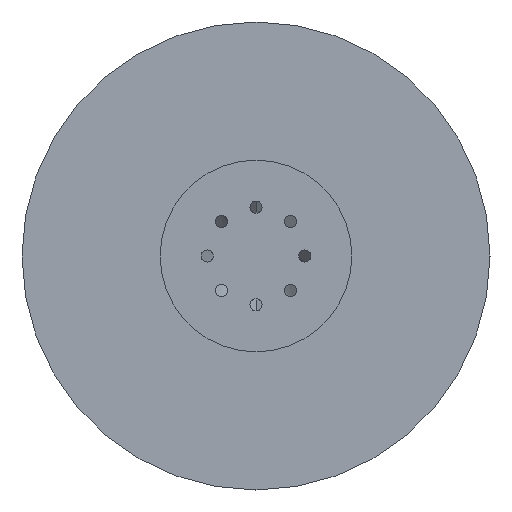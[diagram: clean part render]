
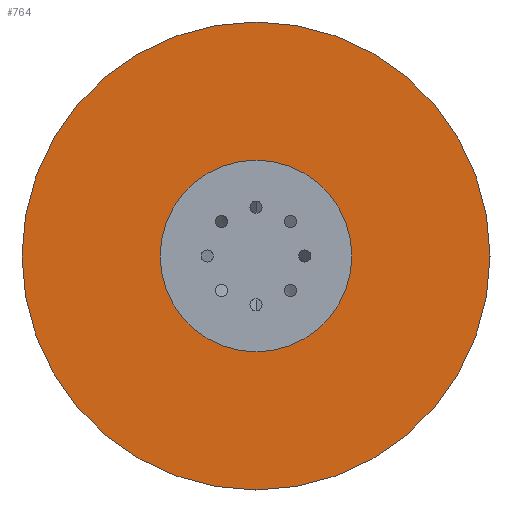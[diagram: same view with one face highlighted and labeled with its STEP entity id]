
A CAD part, left-side view. The second image highlights one B-rep face of the part: STEP entity #764.
In plain terms, the highlighted planar face has unit normal (-1, 0, 0).
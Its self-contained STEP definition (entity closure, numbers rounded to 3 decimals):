
#5 = DIRECTION ( 'NONE',  ( 1., 0., 0. ) ) ;
#42 = EDGE_LOOP ( 'NONE', ( #202, #711 ) ) ;
#69 = ORIENTED_EDGE ( 'NONE', *, *, #97, .F. ) ;
#71 = CIRCLE ( 'NONE', #376, 31. ) ;
#83 = CARTESIAN_POINT ( 'NONE',  ( 0., 0., -31. ) ) ;
#94 = ORIENTED_EDGE ( 'NONE', *, *, #862, .F. ) ;
#97 = EDGE_CURVE ( 'NONE', #348, #878, #447, .T. ) ;
#107 = EDGE_CURVE ( 'NONE', #776, #763, #71, .T. ) ;
#117 = AXIS2_PLACEMENT_3D ( 'NONE', #336, #651, #816 ) ;
#146 = CIRCLE ( 'NONE', #302, 31. ) ;
#165 = FACE_OUTER_BOUND ( 'NONE', #42, .T. ) ;
#202 = ORIENTED_EDGE ( 'NONE', *, *, #412, .T. ) ;
#236 = EDGE_LOOP ( 'NONE', ( #69, #94 ) ) ;
#246 = CARTESIAN_POINT ( 'NONE',  ( 0., 0., 0. ) ) ;
#254 = CIRCLE ( 'NONE', #333, 12.7 ) ;
#271 = DIRECTION ( 'NONE',  ( 0., 0., 1. ) ) ;
#302 = AXIS2_PLACEMENT_3D ( 'NONE', #393, #714, #803 ) ;
#333 = AXIS2_PLACEMENT_3D ( 'NONE', #246, #869, #560 ) ;
#336 = CARTESIAN_POINT ( 'NONE',  ( 0., 0., 0. ) ) ;
#348 = VERTEX_POINT ( 'NONE', #635 ) ;
#350 = DIRECTION ( 'NONE',  ( -1., 0., 0. ) ) ;
#376 = AXIS2_PLACEMENT_3D ( 'NONE', #576, #350, #271 ) ;
#393 = CARTESIAN_POINT ( 'NONE',  ( 0., 0., 0. ) ) ;
#412 = EDGE_CURVE ( 'NONE', #763, #776, #146, .T. ) ;
#447 = CIRCLE ( 'NONE', #117, 12.7 ) ;
#448 = CARTESIAN_POINT ( 'NONE',  ( 0., 0., 31. ) ) ;
#527 = FACE_BOUND ( 'NONE', #236, .T. ) ;
#560 = DIRECTION ( 'NONE',  ( 0., 0., 1. ) ) ;
#576 = CARTESIAN_POINT ( 'NONE',  ( 0., 0., 0. ) ) ;
#633 = DIRECTION ( 'NONE',  ( 0., 0., -1. ) ) ;
#635 = CARTESIAN_POINT ( 'NONE',  ( 0., 0., 12.7 ) ) ;
#651 = DIRECTION ( 'NONE',  ( -1., 0., 0. ) ) ;
#682 = AXIS2_PLACEMENT_3D ( 'NONE', #788, #5, #633 ) ;
#707 = PLANE ( 'NONE',  #682 ) ;
#711 = ORIENTED_EDGE ( 'NONE', *, *, #107, .T. ) ;
#714 = DIRECTION ( 'NONE',  ( -1., 0., 0. ) ) ;
#763 = VERTEX_POINT ( 'NONE', #448 ) ;
#764 = ADVANCED_FACE ( 'NONE', ( #527, #165 ), #707, .F. ) ;
#776 = VERTEX_POINT ( 'NONE', #83 ) ;
#788 = CARTESIAN_POINT ( 'NONE',  ( 0., 12.7, 0. ) ) ;
#803 = DIRECTION ( 'NONE',  ( 0., 0., 1. ) ) ;
#816 = DIRECTION ( 'NONE',  ( 0., 0., 1. ) ) ;
#862 = EDGE_CURVE ( 'NONE', #878, #348, #254, .T. ) ;
#869 = DIRECTION ( 'NONE',  ( -1., 0., 0. ) ) ;
#878 = VERTEX_POINT ( 'NONE', #972 ) ;
#972 = CARTESIAN_POINT ( 'NONE',  ( 0., 0., -12.7 ) ) ;
